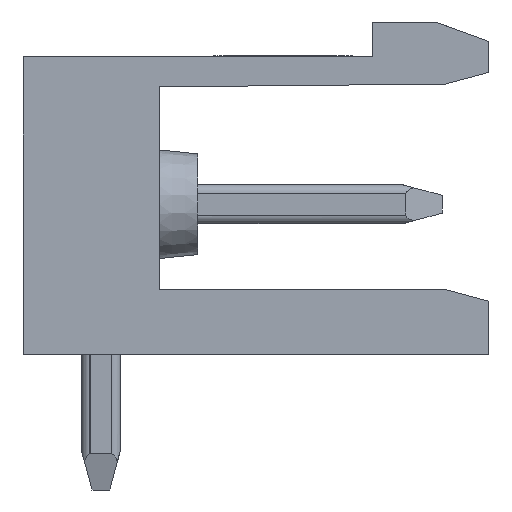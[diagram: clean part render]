
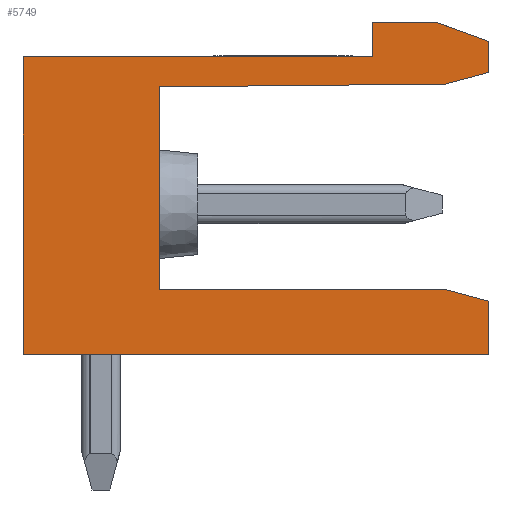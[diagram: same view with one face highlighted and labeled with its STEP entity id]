
A CAD part, left-side view. The second image highlights one B-rep face of the part: STEP entity #5749.
In plain terms, the highlighted planar face has unit normal (-1, 0, 0).
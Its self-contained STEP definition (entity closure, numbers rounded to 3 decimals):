
#5749=ADVANCED_FACE('',(#10685),#10686,.F.);
#10685=FACE_OUTER_BOUND('',#38323,.T.);
#10686=PLANE('',#38324);
#38323=EDGE_LOOP('',(#45739,#45740,#45741,#45742,#45743,#45744,#45745,#45746,#45747,#45748,#45749,#45750,#45751));
#38324=AXIS2_PLACEMENT_3D('',#45752,#45753,#45754);
#45739=ORIENTED_EDGE('',*,*,#50492,.T.);
#45740=ORIENTED_EDGE('',*,*,#50493,.T.);
#45741=ORIENTED_EDGE('',*,*,#50494,.T.);
#45742=ORIENTED_EDGE('',*,*,#50495,.T.);
#45743=ORIENTED_EDGE('',*,*,#50496,.T.);
#45744=ORIENTED_EDGE('',*,*,#50497,.T.);
#45745=ORIENTED_EDGE('',*,*,#50498,.T.);
#45746=ORIENTED_EDGE('',*,*,#50499,.T.);
#45747=ORIENTED_EDGE('',*,*,#50500,.T.);
#45748=ORIENTED_EDGE('',*,*,#50501,.T.);
#45749=ORIENTED_EDGE('',*,*,#50502,.T.);
#45750=ORIENTED_EDGE('',*,*,#50503,.F.);
#45751=ORIENTED_EDGE('',*,*,#50504,.F.);
#45752=CARTESIAN_POINT('',(0.,13.204,10.898));
#45753=DIRECTION('',(1.0,0.,0.));
#45754=DIRECTION('',(0.,0.,1.0));
#50492=EDGE_CURVE('',#53633,#53634,#53635,.F.);
#50493=EDGE_CURVE('',#53634,#53636,#53637,.F.);
#50494=EDGE_CURVE('',#53636,#53638,#53639,.F.);
#50495=EDGE_CURVE('',#53638,#53640,#53641,.F.);
#50496=EDGE_CURVE('',#53640,#53642,#53643,.F.);
#50497=EDGE_CURVE('',#53642,#53644,#53645,.F.);
#50498=EDGE_CURVE('',#53644,#53646,#53647,.F.);
#50499=EDGE_CURVE('',#53646,#53648,#53649,.F.);
#50500=EDGE_CURVE('',#53648,#53650,#53651,.F.);
#50501=EDGE_CURVE('',#53650,#53652,#53653,.F.);
#50502=EDGE_CURVE('',#53652,#53654,#53655,.F.);
#50503=EDGE_CURVE('',#53656,#53654,#53657,.F.);
#50504=EDGE_CURVE('',#53633,#53656,#53658,.F.);
#53633=VERTEX_POINT('',#58211);
#53634=VERTEX_POINT('',#58212);
#53635=LINE('',#58213,#58214);
#53636=VERTEX_POINT('',#58215);
#53637=LINE('',#58216,#58217);
#53638=VERTEX_POINT('',#58218);
#53639=LINE('',#58219,#58220);
#53640=VERTEX_POINT('',#58221);
#53641=LINE('',#58222,#58223);
#53642=VERTEX_POINT('',#58224);
#53643=LINE('',#58225,#58226);
#53644=VERTEX_POINT('',#58227);
#53645=LINE('',#58228,#58229);
#53646=VERTEX_POINT('',#58230);
#53647=LINE('',#58231,#58232);
#53648=VERTEX_POINT('',#58233);
#53649=LINE('',#58234,#58235);
#53650=VERTEX_POINT('',#58236);
#53651=LINE('',#58237,#58238);
#53652=VERTEX_POINT('',#58239);
#53653=LINE('',#58240,#58241);
#53654=VERTEX_POINT('',#58242);
#53655=LINE('',#58243,#58244);
#53656=VERTEX_POINT('',#58245);
#53657=LINE('',#58246,#58247);
#53658=LINE('',#58248,#58249);
#58211=CARTESIAN_POINT('',(0.,8.5,1.67));
#58212=CARTESIAN_POINT('',(0.,8.5,6.897));
#58213=CARTESIAN_POINT('',(0.,8.5,6.599));
#58214=VECTOR('',#62047,1.0);
#58215=CARTESIAN_POINT('',(0.,1.12,6.97));
#58216=CARTESIAN_POINT('',(0.,7.329,6.908));
#58217=VECTOR('',#62048,1.0);
#58218=CARTESIAN_POINT('',(0.,0.,7.27));
#58219=CARTESIAN_POINT('',(0.,6.285,5.586));
#58220=VECTOR('',#62049,1.0);
#58221=CARTESIAN_POINT('',(0.,0.,8.07));
#58222=CARTESIAN_POINT('',(0.,0.,5.449));
#58223=VECTOR('',#62050,1.0);
#58224=CARTESIAN_POINT('',(0.,1.374,8.57));
#58225=CARTESIAN_POINT('',(0.,6.284,10.357));
#58226=VECTOR('',#62051,1.0);
#58227=CARTESIAN_POINT('',(0.,3.,8.57));
#58228=CARTESIAN_POINT('',(0.,8.102,8.57));
#58229=VECTOR('',#62052,1.0);
#58230=CARTESIAN_POINT('',(0.,3.,7.67));
#58231=CARTESIAN_POINT('',(0.,3.,9.734));
#58232=VECTOR('',#62053,1.0);
#58233=CARTESIAN_POINT('',(0.,12.0,7.67));
#58234=CARTESIAN_POINT('',(0.,10.852,7.67));
#58235=VECTOR('',#62054,1.0);
#58236=CARTESIAN_POINT('',(0.,12.0,0.));
#58237=CARTESIAN_POINT('',(0.,12.0,9.284));
#58238=VECTOR('',#62055,1.0);
#58239=CARTESIAN_POINT('',(0.,0.,0.));
#58240=CARTESIAN_POINT('',(0.,10.352,0.0));
#58241=VECTOR('',#62056,1.0);
#58242=CARTESIAN_POINT('',(0.,0.,1.37));
#58243=CARTESIAN_POINT('',(0.,0.,5.449));
#58244=VECTOR('',#62057,1.0);
#58245=CARTESIAN_POINT('',(0.,1.12,1.67));
#58246=CARTESIAN_POINT('',(0.,7.911,3.49));
#58247=VECTOR('',#62058,1.0);
#58248=CARTESIAN_POINT('',(0.,6.602,1.67));
#58249=VECTOR('',#62059,1.0);
#62047=DIRECTION('',(0.,0.,-1.0));
#62048=DIRECTION('',(0.,1.,-0.01));
#62049=DIRECTION('',(0.,0.966,-0.259));
#62050=DIRECTION('',(0.,0.,-1.0));
#62051=DIRECTION('',(0.,-0.94,-0.342));
#62052=DIRECTION('',(0.,-1.0,0.));
#62053=DIRECTION('',(0.,0.,1.0));
#62054=DIRECTION('',(0.,-1.0,0.));
#62055=DIRECTION('',(0.,0.,1.0));
#62056=DIRECTION('',(0.,1.0,0.));
#62057=DIRECTION('',(0.,0.,-1.0));
#62058=DIRECTION('',(0.,0.966,0.259));
#62059=DIRECTION('',(0.,1.0,0.));
